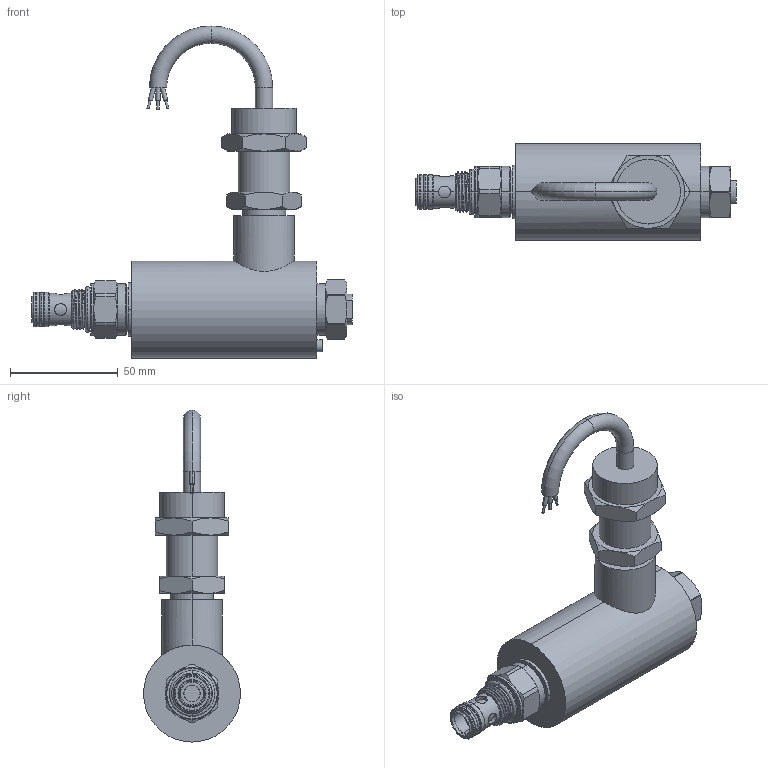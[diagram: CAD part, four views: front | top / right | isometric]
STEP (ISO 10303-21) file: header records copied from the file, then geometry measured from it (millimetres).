
FILE_DESCRIPTION (( 'STEP AP203' ), '1' );
FILE_NAME ('EP19E2E.STEP', '2020-04-08T05:23:13', ( '' ), ( '' ), 'SwSTEP 2.0', 'SolidWorks 2018', '' );
FILE_SCHEMA (( 'CONFIG_CONTROL_DESIGN' ));
Length unit declared in the file: millimetre
Products named in the file (1): EP19E2E
Bounding box: 148.9 x 45 x 154.07 mm (x, y, z)
Volume: 207715.5 mm3; surface area: 32146.6 mm2
Topology: 4 solids, 4 shells, 261 faces, 586 edges, 360 vertices
Faces by surface type: cylinder 96, cone 73, plane 67, torus 24, bspline 1
Entity records: 9854 total; most frequent: CARTESIAN_POINT 4029, DIRECTION 1239, ORIENTED_EDGE 1172, EDGE_CURVE 586, AXIS2_PLACEMENT_3D 536, VERTEX_POINT 360, EDGE_LOOP 294, CIRCLE 275
